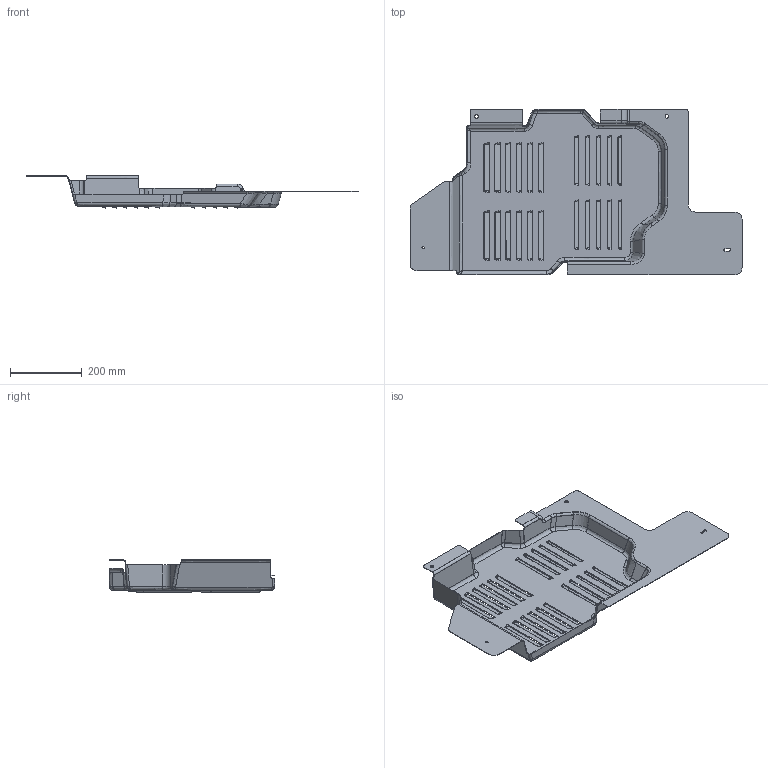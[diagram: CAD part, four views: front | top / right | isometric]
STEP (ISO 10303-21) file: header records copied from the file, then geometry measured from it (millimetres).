
FILE_DESCRIPTION(('CATIA V6 STEP','CAx-IF Rec.Pracs.--- Model Styling and Organization---1.2---2011-12-15'),'2;1');
FILE_NAME('DE-P_X62ph2_GFE 31_PROTECTEUR MODULE ALIMENTATION UREE_OCIM05DRSK_001_FROZEN_NPDM.stp','2020-04-14T15:01:32+00:00',('NewPDM'),('Renault'),'CATIA V6R2013xE.HF6','DASSAULT SYSTEMES CATIA V6 STEP AP214','none');
FILE_SCHEMA(('AUTOMOTIVE_DESIGN { 1 0 10303 214 1 1 1 1 }'));
Products named in the file (1): OCIM05DRSK
Bounding box: 928.66 x 463.79 x 90.62 mm (x, y, z)
Volume: 640492.4 mm3; surface area: 872441.4 mm2
Topology: 1 solids, 1 shells, 603 faces, 1628 edges, 1021 vertices
Faces by surface type: bspline 263, plane 172, cylinder 136, extrusion 30, sphere 2
Entity records: 45949 total; most frequent: CARTESIAN_POINT 34189, ORIENTED_EDGE 3244, EDGE_CURVE 1622, B_SPLINE_CURVE_WITH_KNOTS 1285, VERTEX_POINT 1021, DIRECTION 993, EDGE_LOOP 655, ADVANCED_FACE 603
